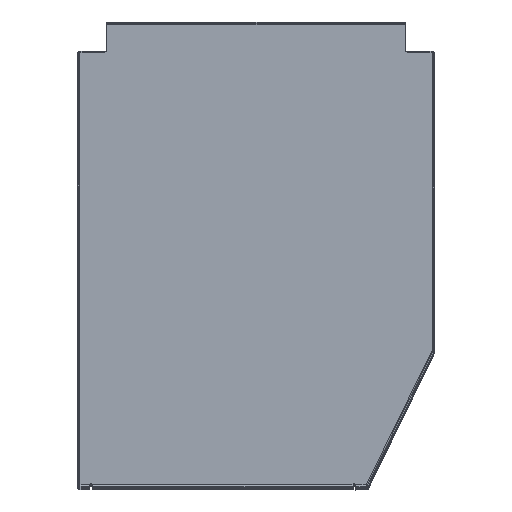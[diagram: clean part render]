
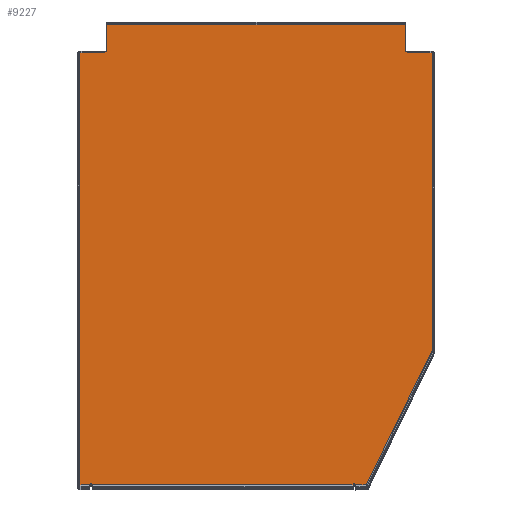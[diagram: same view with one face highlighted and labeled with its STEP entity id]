
A CAD part, top view. The second image highlights one B-rep face of the part: STEP entity #9227.
In plain terms, the highlighted planar face has unit normal (0, 0, 1).
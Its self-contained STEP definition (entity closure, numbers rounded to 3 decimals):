
#273=CIRCLE('',#9826,1.25);
#274=CIRCLE('',#9828,1.);
#275=CIRCLE('',#9829,1.);
#276=CIRCLE('',#9830,1.25);
#447=FACE_OUTER_BOUND('',#967,.T.);
#967=EDGE_LOOP('',(#6186,#6187,#6188,#6189,#6190,#6191,#6192,#6193,#6194,
#6195,#6196,#6197,#6198,#6199,#6200,#6201,#6202,#6203,#6204));
#1528=LINE('',#13049,#2676);
#1530=LINE('',#13059,#2678);
#1534=LINE('',#13086,#2682);
#1561=LINE('',#13181,#2709);
#1563=LINE('',#13187,#2711);
#1568=LINE('',#13197,#2716);
#1569=LINE('',#13198,#2717);
#1570=LINE('',#13200,#2718);
#1571=LINE('',#13204,#2719);
#1572=LINE('',#13206,#2720);
#1573=LINE('',#13208,#2721);
#1574=LINE('',#13211,#2722);
#1575=LINE('',#13212,#2723);
#1576=LINE('',#13213,#2724);
#1577=LINE('',#13216,#2725);
#2676=VECTOR('',#10506,10.);
#2678=VECTOR('',#10514,10.);
#2682=VECTOR('',#10540,10.);
#2709=VECTOR('',#10627,10.);
#2711=VECTOR('',#10631,10.);
#2716=VECTOR('',#10642,1.782);
#2717=VECTOR('',#10643,10.);
#2718=VECTOR('',#10644,10.);
#2719=VECTOR('',#10647,10.);
#2720=VECTOR('',#10648,10.);
#2721=VECTOR('',#10649,10.);
#2722=VECTOR('',#10652,10.);
#2723=VECTOR('',#10653,10.);
#2724=VECTOR('',#10654,1.783);
#2725=VECTOR('',#10657,10.);
#3825=VERTEX_POINT('',#13043);
#3827=VERTEX_POINT('',#13047);
#3831=VERTEX_POINT('',#13056);
#3832=VERTEX_POINT('',#13058);
#3837=VERTEX_POINT('',#13077);
#3840=VERTEX_POINT('',#13084);
#3868=VERTEX_POINT('',#13166);
#3871=VERTEX_POINT('',#13174);
#3874=VERTEX_POINT('',#13179);
#3875=VERTEX_POINT('',#13183);
#3877=VERTEX_POINT('',#13186);
#3879=VERTEX_POINT('',#13193);
#3880=VERTEX_POINT('',#13199);
#3881=VERTEX_POINT('',#13201);
#3882=VERTEX_POINT('',#13203);
#3883=VERTEX_POINT('',#13205);
#3884=VERTEX_POINT('',#13207);
#3885=VERTEX_POINT('',#13209);
#3886=VERTEX_POINT('',#13214);
#4724=EDGE_CURVE('',#3825,#3827,#1528,.T.);
#4728=EDGE_CURVE('',#3831,#3832,#1530,.T.);
#4740=EDGE_CURVE('',#3840,#3837,#1534,.T.);
#4786=EDGE_CURVE('',#3871,#3874,#1561,.T.);
#4788=EDGE_CURVE('',#3877,#3875,#1563,.T.);
#4792=EDGE_CURVE('',#3832,#3879,#273,.T.);
#4794=EDGE_CURVE('',#3825,#3831,#1568,.T.);
#4795=EDGE_CURVE('',#3827,#3877,#1569,.T.);
#4796=EDGE_CURVE('',#3880,#3875,#1570,.T.);
#4797=EDGE_CURVE('',#3881,#3880,#274,.T.);
#4798=EDGE_CURVE('',#3881,#3882,#1571,.T.);
#4799=EDGE_CURVE('',#3882,#3883,#1572,.T.);
#4800=EDGE_CURVE('',#3884,#3883,#1573,.T.);
#4801=EDGE_CURVE('',#3885,#3884,#275,.T.);
#4802=EDGE_CURVE('',#3871,#3885,#1574,.T.);
#4803=EDGE_CURVE('',#3874,#3868,#1575,.T.);
#4804=EDGE_CURVE('',#3868,#3837,#1576,.T.);
#4805=EDGE_CURVE('',#3840,#3886,#276,.T.);
#4806=EDGE_CURVE('',#3886,#3879,#1577,.T.);
#6186=ORIENTED_EDGE('',*,*,#4728,.F.);
#6187=ORIENTED_EDGE('',*,*,#4794,.F.);
#6188=ORIENTED_EDGE('',*,*,#4724,.T.);
#6189=ORIENTED_EDGE('',*,*,#4795,.T.);
#6190=ORIENTED_EDGE('',*,*,#4788,.T.);
#6191=ORIENTED_EDGE('',*,*,#4796,.F.);
#6192=ORIENTED_EDGE('',*,*,#4797,.F.);
#6193=ORIENTED_EDGE('',*,*,#4798,.T.);
#6194=ORIENTED_EDGE('',*,*,#4799,.T.);
#6195=ORIENTED_EDGE('',*,*,#4800,.F.);
#6196=ORIENTED_EDGE('',*,*,#4801,.F.);
#6197=ORIENTED_EDGE('',*,*,#4802,.F.);
#6198=ORIENTED_EDGE('',*,*,#4786,.T.);
#6199=ORIENTED_EDGE('',*,*,#4803,.T.);
#6200=ORIENTED_EDGE('',*,*,#4804,.T.);
#6201=ORIENTED_EDGE('',*,*,#4740,.F.);
#6202=ORIENTED_EDGE('',*,*,#4805,.T.);
#6203=ORIENTED_EDGE('',*,*,#4806,.T.);
#6204=ORIENTED_EDGE('',*,*,#4792,.F.);
#8805=PLANE('',#9827);
#9227=ADVANCED_FACE('',(#447),#8805,.T.);
#9826=AXIS2_PLACEMENT_3D('',#13194,#10637,#10638);
#9827=AXIS2_PLACEMENT_3D('',#13196,#10640,#10641);
#9828=AXIS2_PLACEMENT_3D('',#13202,#10645,#10646);
#9829=AXIS2_PLACEMENT_3D('',#13210,#10650,#10651);
#9830=AXIS2_PLACEMENT_3D('',#13215,#10655,#10656);
#10506=DIRECTION('',(0.,1.,0.));
#10514=DIRECTION('',(-1.,0.,0.));
#10540=DIRECTION('',(-1.,0.,0.));
#10627=DIRECTION('',(0.,-1.,0.));
#10631=DIRECTION('',(0.,1.,0.));
#10637=DIRECTION('center_axis',(0.,0.,1.));
#10638=DIRECTION('ref_axis',(-0.707,0.707,0.));
#10640=DIRECTION('center_axis',(0.,0.,1.));
#10641=DIRECTION('ref_axis',(1.,0.,0.));
#10642=DIRECTION('',(-0.438,-0.899,0.));
#10643=DIRECTION('',(-1.,0.,0.));
#10644=DIRECTION('',(1.,0.,0.));
#10645=DIRECTION('center_axis',(0.,0.,1.));
#10646=DIRECTION('ref_axis',(-0.707,-0.707,0.));
#10647=DIRECTION('',(0.,1.,0.));
#10648=DIRECTION('',(-1.,0.,0.));
#10649=DIRECTION('',(0.,1.,0.));
#10650=DIRECTION('center_axis',(0.,0.,1.));
#10651=DIRECTION('ref_axis',(0.707,-0.707,0.));
#10652=DIRECTION('',(1.,0.,0.));
#10653=DIRECTION('',(-1.,0.,0.));
#10654=DIRECTION('',(0.,-1.,0.));
#10655=DIRECTION('center_axis',(0.,0.,-1.));
#10656=DIRECTION('ref_axis',(1.,0.,0.));
#10657=DIRECTION('',(1.,0.,0.));
#13043=CARTESIAN_POINT('',(-39.25,152.748,101.1));
#13047=CARTESIAN_POINT('',(-39.25,456.5,101.1));
#13049=CARTESIAN_POINT('',(-39.25,345.25,101.1));
#13056=CARTESIAN_POINT('',(-106.315,15.244,101.1));
#13058=CARTESIAN_POINT('',(-117.45,15.244,101.1));
#13059=CARTESIAN_POINT('',(-75.695,15.244,101.1));
#13077=CARTESIAN_POINT('',(-398.75,15.25,101.1));
#13084=CARTESIAN_POINT('',(-388.55,15.25,101.1));
#13086=CARTESIAN_POINT('',(-217.776,15.25,101.1));
#13166=CARTESIAN_POINT('',(-398.75,456.5,101.1));
#13174=CARTESIAN_POINT('',(-373.75,457.75,101.1));
#13179=CARTESIAN_POINT('',(-373.75,456.5,101.1));
#13181=CARTESIAN_POINT('',(-373.75,304.103,101.1));
#13183=CARTESIAN_POINT('',(-64.25,457.75,101.1));
#13186=CARTESIAN_POINT('',(-64.25,456.5,101.1));
#13187=CARTESIAN_POINT('',(-64.25,304.103,101.1));
#13193=CARTESIAN_POINT('',(-119.95,15.25,101.1));
#13194=CARTESIAN_POINT('Origin',(-118.7,15.25,101.1));
#13196=CARTESIAN_POINT('Origin',(-40.502,150.457,101.1));
#13197=CARTESIAN_POINT('',(-71.911,85.783,101.1));
#13198=CARTESIAN_POINT('',(-45.426,456.5,101.1));
#13199=CARTESIAN_POINT('',(-65.75,457.75,101.1));
#13200=CARTESIAN_POINT('',(-41.5,457.75,101.1));
#13201=CARTESIAN_POINT('',(-66.75,458.75,101.1));
#13202=CARTESIAN_POINT('Origin',(-65.75,458.75,101.1));
#13203=CARTESIAN_POINT('',(-66.75,485.25,101.1));
#13204=CARTESIAN_POINT('',(-66.75,454.,101.1));
#13205=CARTESIAN_POINT('',(-371.25,485.25,101.1));
#13206=CARTESIAN_POINT('',(-97.313,485.25,101.1));
#13207=CARTESIAN_POINT('',(-371.25,458.75,101.1));
#13208=CARTESIAN_POINT('',(-371.25,454.,101.1));
#13209=CARTESIAN_POINT('',(-372.25,457.75,101.1));
#13210=CARTESIAN_POINT('Origin',(-372.25,458.75,101.1));
#13211=CARTESIAN_POINT('',(-371.25,457.75,101.1));
#13212=CARTESIAN_POINT('',(-214.076,456.5,101.1));
#13213=CARTESIAN_POINT('',(-398.75,234.,101.1));
#13214=CARTESIAN_POINT('',(-386.05,15.25,101.1));
#13215=CARTESIAN_POINT('Origin',(-387.3,15.25,101.1));
#13216=CARTESIAN_POINT('',(-83.563,15.25,101.1));
